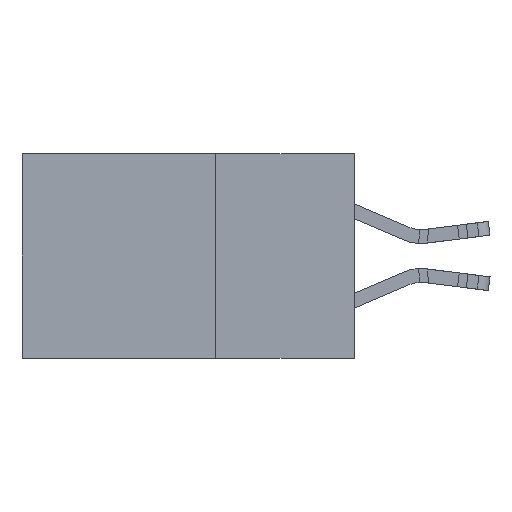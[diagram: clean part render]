
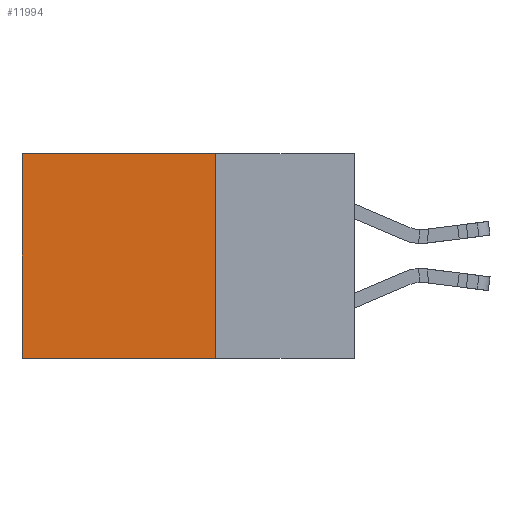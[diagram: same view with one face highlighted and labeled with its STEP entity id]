
A CAD part, left-side view. The second image highlights one B-rep face of the part: STEP entity #11994.
In plain terms, the highlighted planar face has unit normal (-1, 0, 0).
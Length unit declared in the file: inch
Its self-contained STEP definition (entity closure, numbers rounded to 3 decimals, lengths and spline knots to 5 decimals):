
#1428 = LINE ( 'NONE', #21601, #14764 ) ;
#1564 = DIRECTION ( 'NONE',  ( 1., 0., 0. ) ) ;
#5553 = VECTOR ( 'NONE', #9868, 39.37008 ) ;
#6140 = ORIENTED_EDGE ( 'NONE', *, *, #23541, .T. ) ;
#6998 = DIRECTION ( 'NONE',  ( 0., 0., -1. ) ) ;
#7860 = LINE ( 'NONE', #12435, #5553 ) ;
#8086 = CARTESIAN_POINT ( 'NONE',  ( 0.298, 0.25, 0. ) ) ;
#9563 = VECTOR ( 'NONE', #17925, 39.37008 ) ;
#9868 = DIRECTION ( 'NONE',  ( 0., 1., 0. ) ) ;
#11624 = EDGE_CURVE ( 'NONE', #23225, #30621, #19497, .T. ) ;
#11994 = ADVANCED_FACE ( 'NONE', ( #28246 ), #26033, .F. ) ;
#12219 = DIRECTION ( 'NONE',  ( 0., 1., 0. ) ) ;
#12407 = CARTESIAN_POINT ( 'NONE',  ( 0.298, 0.6, -0.37 ) ) ;
#12435 = CARTESIAN_POINT ( 'NONE',  ( 0.298, 0.25, -0.37 ) ) ;
#13610 = CARTESIAN_POINT ( 'NONE',  ( 0.298, 0.25, 0. ) ) ;
#13658 = ORIENTED_EDGE ( 'NONE', *, *, #23674, .F. ) ;
#14764 = VECTOR ( 'NONE', #6998, 39.37008 ) ;
#17925 = DIRECTION ( 'NONE',  ( 0., 0., -1. ) ) ;
#18526 = DIRECTION ( 'NONE',  ( 0., 0., -1. ) ) ;
#19324 = CARTESIAN_POINT ( 'NONE',  ( 0.298, 0.25, -0.37 ) ) ;
#19367 = AXIS2_PLACEMENT_3D ( 'NONE', #13610, #1564, #18526 ) ;
#19497 = LINE ( 'NONE', #20379, #9563 ) ;
#20379 = CARTESIAN_POINT ( 'NONE',  ( 0.298, 0.25, 0. ) ) ;
#20759 = CARTESIAN_POINT ( 'NONE',  ( 0.298, 0.6, 0. ) ) ;
#21601 = CARTESIAN_POINT ( 'NONE',  ( 0.298, 0.6, 0. ) ) ;
#21901 = CARTESIAN_POINT ( 'NONE',  ( 0.298, 0.25, 0. ) ) ;
#22298 = VERTEX_POINT ( 'NONE', #12407 ) ;
#23225 = VERTEX_POINT ( 'NONE', #8086 ) ;
#23541 = EDGE_CURVE ( 'NONE', #26547, #22298, #1428, .T. ) ;
#23674 = EDGE_CURVE ( 'NONE', #30621, #22298, #7860, .T. ) ;
#25290 = ORIENTED_EDGE ( 'NONE', *, *, #28091, .T. ) ;
#25559 = ORIENTED_EDGE ( 'NONE', *, *, #11624, .F. ) ;
#26033 = PLANE ( 'NONE',  #19367 ) ;
#26547 = VERTEX_POINT ( 'NONE', #20759 ) ;
#28091 = EDGE_CURVE ( 'NONE', #23225, #26547, #29656, .T. ) ;
#28246 = FACE_OUTER_BOUND ( 'NONE', #30548, .T. ) ;
#29656 = LINE ( 'NONE', #21901, #31204 ) ;
#30548 = EDGE_LOOP ( 'NONE', ( #6140, #13658, #25559, #25290 ) ) ;
#30621 = VERTEX_POINT ( 'NONE', #19324 ) ;
#31204 = VECTOR ( 'NONE', #12219, 39.37008 ) ;
